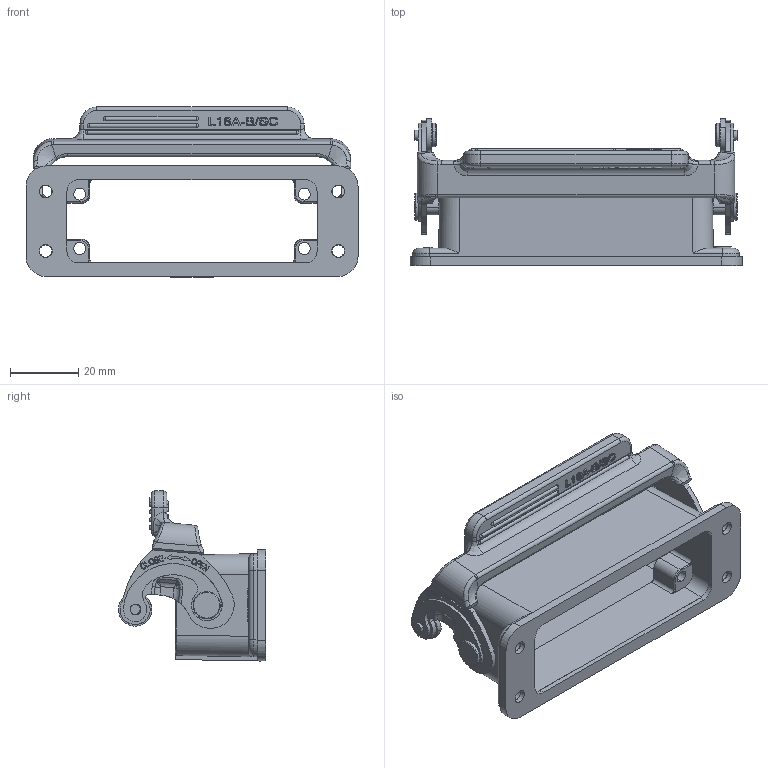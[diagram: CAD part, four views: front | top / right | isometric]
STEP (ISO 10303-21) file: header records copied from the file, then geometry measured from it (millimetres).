
FILE_DESCRIPTION((''),'2;1');
FILE_NAME('PRT0062','2024-01-29T',('11539'),(''),'PRO/ENGINEER BY PARAMETRIC TECHNOLOGY CORPORATION, 2012480','PRO/ENGINEER BY PARAMETRIC TECHNOLOGY CORPORATION, 2012480','');
FILE_SCHEMA(('CONFIG_CONTROL_DESIGN'));
Length unit declared in the file: inch
Products named in the file (1): PRT0062
Bounding box: 97.6 x 43.22 x 49.99 mm (x, y, z)
Volume: 29690.1 mm3; surface area: 22888.7 mm2
Topology: 1 solids, 1 shells, 942 faces, 2581 edges, 1690 vertices
Faces by surface type: plane 416, cylinder 234, extrusion 149, bspline 73, cone 27, torus 25, sphere 18
Entity records: 35661 total; most frequent: CARTESIAN_POINT 12810, ORIENTED_EDGE 5118, DIRECTION 4045, EDGE_CURVE 2559, VERTEX_POINT 1690, VECTOR 1491, LINE 1342, AXIS2_PLACEMENT_3D 1277
